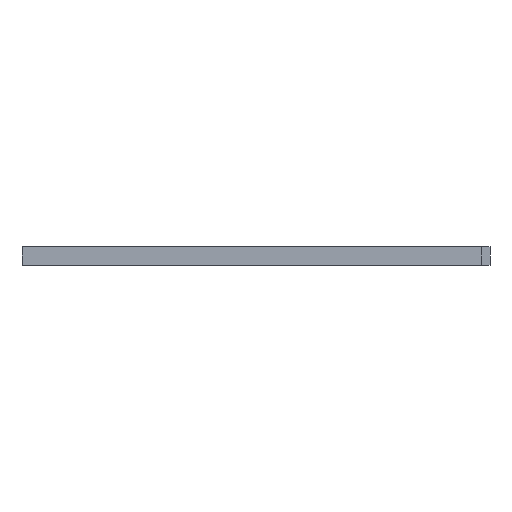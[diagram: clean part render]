
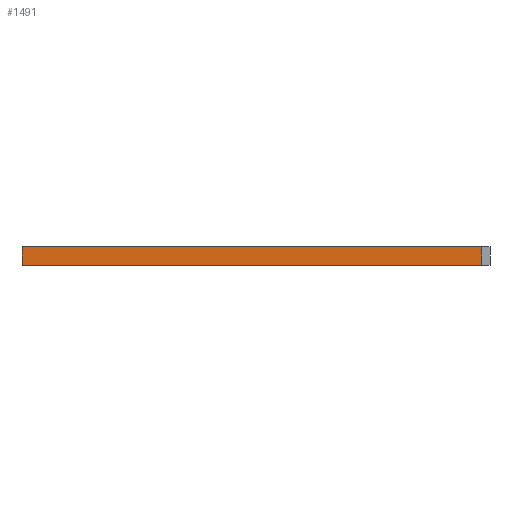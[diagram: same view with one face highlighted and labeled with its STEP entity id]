
A CAD part, front view. The second image highlights one B-rep face of the part: STEP entity #1491.
In plain terms, the highlighted planar face has unit normal (0, -1, 0).
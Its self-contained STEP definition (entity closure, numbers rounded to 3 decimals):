
#29 = CARTESIAN_POINT ( 'NONE',  ( -45.1, -47.95, 0. ) ) ;
#107 = VECTOR ( 'NONE', #431, 1000. ) ;
#160 = ORIENTED_EDGE ( 'NONE', *, *, #1554, .F. ) ;
#312 = VECTOR ( 'NONE', #488, 1000. ) ;
#319 = EDGE_CURVE ( 'NONE', #891, #1308, #1131, .T. ) ;
#328 = VECTOR ( 'NONE', #2143, 1000. ) ;
#431 = DIRECTION ( 'NONE',  ( 1., 0., 0. ) ) ;
#460 = DIRECTION ( 'NONE',  ( 0., 0., 1. ) ) ;
#488 = DIRECTION ( 'NONE',  ( 0., 0., -1. ) ) ;
#528 = VERTEX_POINT ( 'NONE', #939 ) ;
#634 = ORIENTED_EDGE ( 'NONE', *, *, #319, .T. ) ;
#637 = EDGE_CURVE ( 'NONE', #725, #891, #1995, .T. ) ;
#661 = CARTESIAN_POINT ( 'NONE',  ( -45.1, -47.95, 0. ) ) ;
#725 = VERTEX_POINT ( 'NONE', #2044 ) ;
#764 = DIRECTION ( 'NONE',  ( 0., 1., 0. ) ) ;
#797 = CARTESIAN_POINT ( 'NONE',  ( -45.1, -47.95, 3.5 ) ) ;
#891 = VERTEX_POINT ( 'NONE', #29 ) ;
#939 = CARTESIAN_POINT ( 'NONE',  ( 43.5, -47.95, 3.5 ) ) ;
#1131 = LINE ( 'NONE', #661, #107 ) ;
#1222 = CARTESIAN_POINT ( 'NONE',  ( 43.5, -47.95, 0. ) ) ;
#1308 = VERTEX_POINT ( 'NONE', #1222 ) ;
#1314 = FACE_OUTER_BOUND ( 'NONE', #1806, .T. ) ;
#1357 = LINE ( 'NONE', #1862, #312 ) ;
#1453 = CARTESIAN_POINT ( 'NONE',  ( -45.1, -47.95, 3.5 ) ) ;
#1491 = ADVANCED_FACE ( 'NONE', ( #1314 ), #1793, .F. ) ;
#1554 = EDGE_CURVE ( 'NONE', #528, #1308, #1357, .T. ) ;
#1660 = ORIENTED_EDGE ( 'NONE', *, *, #2030, .F. ) ;
#1726 = ORIENTED_EDGE ( 'NONE', *, *, #637, .T. ) ;
#1732 = LINE ( 'NONE', #797, #2056 ) ;
#1741 = AXIS2_PLACEMENT_3D ( 'NONE', #1997, #764, #460 ) ;
#1793 = PLANE ( 'NONE',  #1741 ) ;
#1806 = EDGE_LOOP ( 'NONE', ( #160, #1660, #1726, #634 ) ) ;
#1862 = CARTESIAN_POINT ( 'NONE',  ( 43.5, -47.95, 3.5 ) ) ;
#1995 = LINE ( 'NONE', #1453, #328 ) ;
#1997 = CARTESIAN_POINT ( 'NONE',  ( -45.1, -47.95, 3.5 ) ) ;
#2030 = EDGE_CURVE ( 'NONE', #725, #528, #1732, .T. ) ;
#2044 = CARTESIAN_POINT ( 'NONE',  ( -45.1, -47.95, 3.5 ) ) ;
#2056 = VECTOR ( 'NONE', #2169, 1000. ) ;
#2143 = DIRECTION ( 'NONE',  ( 0., 0., -1. ) ) ;
#2169 = DIRECTION ( 'NONE',  ( 1., 0., 0. ) ) ;
